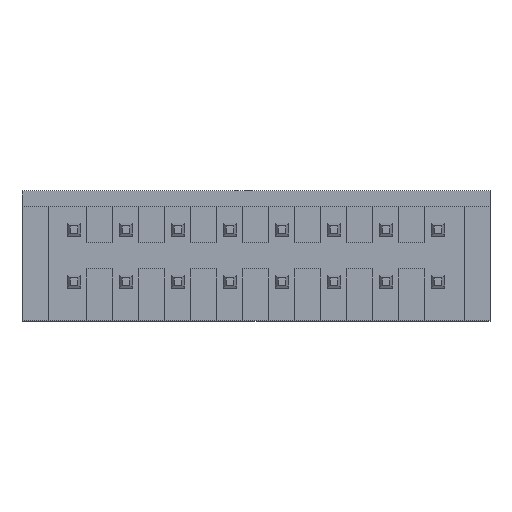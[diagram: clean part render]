
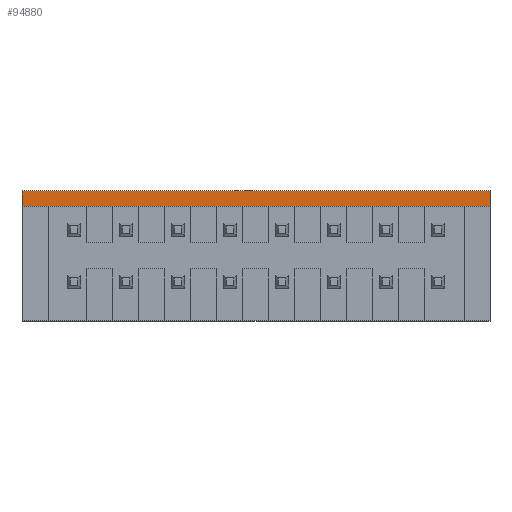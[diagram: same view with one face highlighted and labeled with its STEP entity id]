
A CAD part, top view. The second image highlights one B-rep face of the part: STEP entity #94880.
In plain terms, the highlighted planar face has unit normal (0, 0, 1).
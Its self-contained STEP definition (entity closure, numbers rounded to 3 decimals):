
#51080=CARTESIAN_POINT('',(25.778,2.055,5.6));
#51090=VERTEX_POINT('',#51080);
#51120=CARTESIAN_POINT('',(25.778,0.,5.6));
#51130=DIRECTION('',(0.,1.,0.));
#51140=VECTOR('',#51130,1.);
#51150=LINE('',#51120,#51140);
#51160=CARTESIAN_POINT('',(25.778,2.655,5.6));
#51170=VERTEX_POINT('',#51160);
#51180=EDGE_CURVE('',#51090,#51170,#51150,.T.);
#94580=CARTESIAN_POINT('',(24.778,2.655,5.6));
#94590=DIRECTION('',(0.,0.,1.));
#94600=DIRECTION('',(0.,-1.,0.));
#94610=AXIS2_PLACEMENT_3D('',#94580,#94590,#94600);
#94620=PLANE('',#94610);
#94630=CARTESIAN_POINT('',(7.778,0.,5.6));
#94640=DIRECTION('',(0.,1.,0.));
#94650=VECTOR('',#94640,1.);
#94660=LINE('',#94630,#94650);
#94670=CARTESIAN_POINT('',(7.778,2.055,5.6));
#94680=VERTEX_POINT('',#94670);
#94690=CARTESIAN_POINT('',(7.778,2.655,5.6));
#94700=VERTEX_POINT('',#94690);
#94710=EDGE_CURVE('',#94680,#94700,#94660,.T.);
#94720=ORIENTED_EDGE('',*,*,#94710,.F.);
#94730=CARTESIAN_POINT('',(-6.444,2.655,5.6));
#94740=DIRECTION('',(1.,0.,0.));
#94750=VECTOR('',#94740,1.);
#94760=LINE('',#94730,#94750);
#94770=EDGE_CURVE('',#94700,#51170,#94760,.T.);
#94780=ORIENTED_EDGE('',*,*,#94770,.F.);
#94790=ORIENTED_EDGE('',*,*,#51180,.T.);
#94800=CARTESIAN_POINT('',(24.778,2.055,5.6));
#94810=DIRECTION('',(-1.,0.,0.));
#94820=VECTOR('',#94810,1.);
#94830=LINE('',#94800,#94820);
#94840=EDGE_CURVE('',#51090,#94680,#94830,.T.);
#94850=ORIENTED_EDGE('',*,*,#94840,.F.);
#94860=EDGE_LOOP('',(#94850,#94790,#94780,#94720));
#94870=FACE_OUTER_BOUND('',#94860,.T.);
#94880=ADVANCED_FACE('',(#94870),#94620,.T.);
